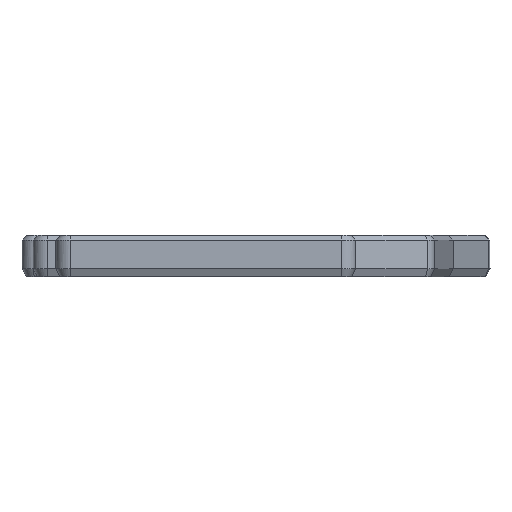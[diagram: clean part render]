
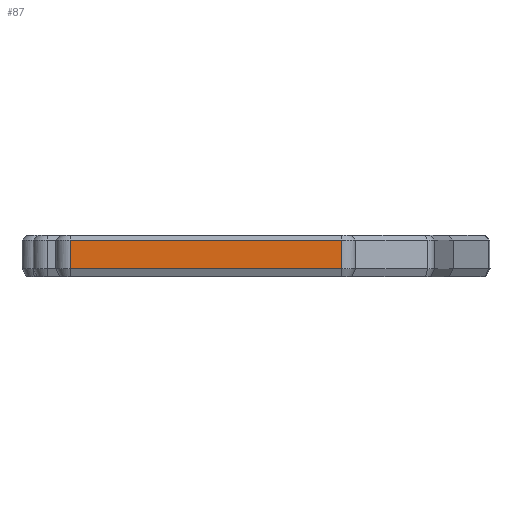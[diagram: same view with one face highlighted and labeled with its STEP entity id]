
A CAD part, left-side view. The second image highlights one B-rep face of the part: STEP entity #87.
In plain terms, the highlighted planar face has unit normal (-1, 0, 0).
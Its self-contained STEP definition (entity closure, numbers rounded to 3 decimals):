
#87=ADVANCED_FACE('',(#244),#2387,.T.);
#244=FACE_OUTER_BOUND('',#402,.T.);
#402=EDGE_LOOP('',(#746,#747,#748,#749));
#746=ORIENTED_EDGE('',*,*,#1441,.F.);
#747=ORIENTED_EDGE('',*,*,#1442,.F.);
#748=ORIENTED_EDGE('',*,*,#1438,.T.);
#749=ORIENTED_EDGE('',*,*,#1433,.F.);
#1433=EDGE_CURVE('',#2195,#2198,#1918,.T.);
#1438=EDGE_CURVE('',#2202,#2198,#1921,.T.);
#1441=EDGE_CURVE('',#2204,#2195,#1923,.T.);
#1442=EDGE_CURVE('',#2202,#2204,#1924,.T.);
#1918=B_SPLINE_CURVE_WITH_KNOTS('',1,(#3671,#3672),.UNSPECIFIED.,.F.,.F.,
(2,2),(-5.432,52.135),.UNSPECIFIED.);
#1921=B_SPLINE_CURVE_WITH_KNOTS('',1,(#3682,#3683),.UNSPECIFIED.,.F.,.F.,
(2,2),(1.,8.9),.UNSPECIFIED.);
#1923=B_SPLINE_CURVE_WITH_KNOTS('',1,(#3689,#3690),.UNSPECIFIED.,.F.,.F.,
(2,2),(1.,8.9),.UNSPECIFIED.);
#1924=B_SPLINE_CURVE_WITH_KNOTS('',1,(#3691,#3692),.UNSPECIFIED.,.F.,.F.,
(2,2),(0.,57.154),.UNSPECIFIED.);
#2195=VERTEX_POINT('',#3169);
#2198=VERTEX_POINT('',#3172);
#2202=VERTEX_POINT('',#3176);
#2204=VERTEX_POINT('',#3178);
#2387=PLANE('',#2557);
#2557=AXIS2_PLACEMENT_3D('',#2857,#2695,$);
#2695=DIRECTION('',(-1.,0.,0.));
#2857=CARTESIAN_POINT('',(-416.185,1006.627,9.282));
#3169=CARTESIAN_POINT('',(-416.185,1006.627,3.28));
#3172=CARTESIAN_POINT('',(-416.185,1063.78,3.28));
#3176=CARTESIAN_POINT('',(-416.185,1063.78,9.282));
#3178=CARTESIAN_POINT('',(-416.185,1006.627,9.282));
#3671=CARTESIAN_POINT('',(-416.185,1006.627,3.28));
#3672=CARTESIAN_POINT('',(-416.185,1063.78,3.28));
#3682=CARTESIAN_POINT('',(-416.185,1063.78,9.282));
#3683=CARTESIAN_POINT('',(-416.185,1063.78,3.28));
#3689=CARTESIAN_POINT('',(-416.185,1006.627,9.282));
#3690=CARTESIAN_POINT('',(-416.185,1006.627,3.28));
#3691=CARTESIAN_POINT('',(-416.185,1063.78,9.282));
#3692=CARTESIAN_POINT('',(-416.185,1006.627,9.282));
